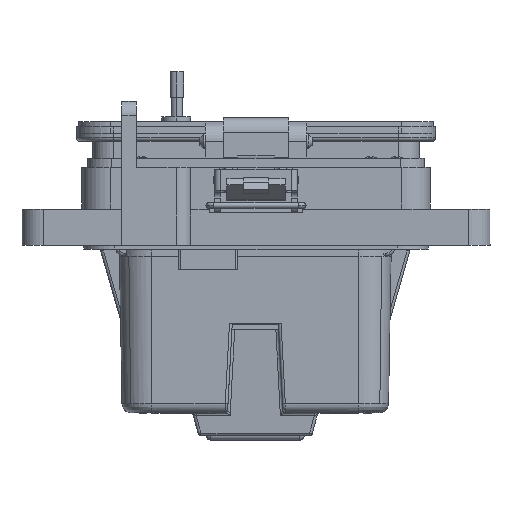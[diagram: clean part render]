
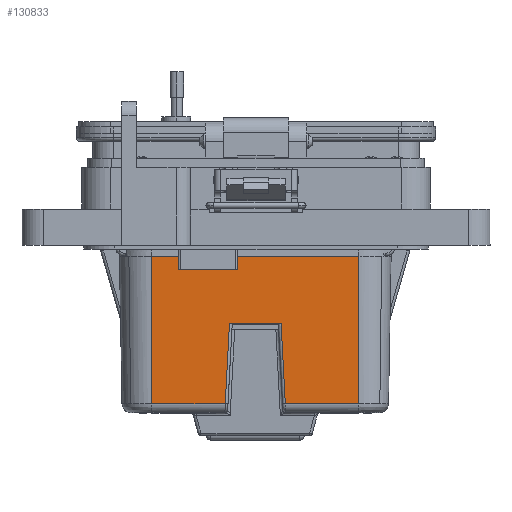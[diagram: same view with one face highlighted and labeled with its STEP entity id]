
A CAD part, front view. The second image highlights one B-rep face of the part: STEP entity #130833.
In plain terms, the highlighted face is planar.
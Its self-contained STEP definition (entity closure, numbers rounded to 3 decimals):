
#1130 = CARTESIAN_POINT ( 'NONE',  ( 23.981, -28.553, -2.54 ) ) ;
#1875 = VERTEX_POINT ( 'NONE', #8488 ) ;
#8488 = CARTESIAN_POINT ( 'NONE',  ( 23.981, 28.553, -2.54 ) ) ;
#10568 = FACE_OUTER_BOUND ( 'NONE', #209229, .T. ) ;
#12298 = ORIENTED_EDGE ( 'NONE', *, *, #55817, .T. ) ;
#13389 = EDGE_CURVE ( 'NONE', #121757, #165088, #190218, .T. ) ;
#15023 = AXIS2_PLACEMENT_3D ( 'NONE', #123160, #173039, #93376 ) ;
#21340 = CARTESIAN_POINT ( 'NONE',  ( 23.271, 28.553, -43.224 ) ) ;
#24304 = CARTESIAN_POINT ( 'NONE',  ( 23.981, 28.553, -2.54 ) ) ;
#27627 = CARTESIAN_POINT ( 'NONE',  ( 23.658, -7.112, -21.031 ) ) ;
#36652 = DIRECTION ( 'NONE',  ( 0.017, 0.052, 0.998 ) ) ;
#42821 = VECTOR ( 'NONE', #54266, 1000. ) ;
#43318 = ORIENTED_EDGE ( 'NONE', *, *, #203265, .T. ) ;
#47020 = ORIENTED_EDGE ( 'NONE', *, *, #13389, .T. ) ;
#53221 = LINE ( 'NONE', #200767, #95185 ) ;
#54266 = DIRECTION ( 'NONE',  ( 0., 1., 0. ) ) ;
#55817 = EDGE_CURVE ( 'NONE', #1875, #129597, #170810, .T. ) ;
#58100 = ORIENTED_EDGE ( 'NONE', *, *, #159344, .T. ) ;
#58249 = CARTESIAN_POINT ( 'NONE',  ( 23.981, 0., -2.54 ) ) ;
#66898 = ORIENTED_EDGE ( 'NONE', *, *, #209814, .T. ) ;
#71840 = VECTOR ( 'NONE', #36652, 1000. ) ;
#75089 = DIRECTION ( 'NONE',  ( 0., -1., 0. ) ) ;
#85500 = CARTESIAN_POINT ( 'NONE',  ( 23.659, -7.11, -20.991 ) ) ;
#87002 = LINE ( 'NONE', #24304, #111028 ) ;
#89030 = VECTOR ( 'NONE', #139963, 1000. ) ;
#93376 = DIRECTION ( 'NONE',  ( -0.017, 0., -1. ) ) ;
#95185 = VECTOR ( 'NONE', #120070, 1000. ) ;
#97089 = VERTEX_POINT ( 'NONE', #108886 ) ;
#99184 = VECTOR ( 'NONE', #144632, 1000. ) ;
#101019 = ORIENTED_EDGE ( 'NONE', *, *, #102437, .T. ) ;
#102437 = EDGE_CURVE ( 'NONE', #106219, #136063, #198671, .T. ) ;
#104253 = CARTESIAN_POINT ( 'NONE',  ( 23.271, -8.275, -43.224 ) ) ;
#106219 = VERTEX_POINT ( 'NONE', #121738 ) ;
#108273 = PLANE ( 'NONE',  #15023 ) ;
#108886 = CARTESIAN_POINT ( 'NONE',  ( 23.658, 7.112, -21.031 ) ) ;
#111028 = VECTOR ( 'NONE', #203725, 1000. ) ;
#115928 = EDGE_CURVE ( 'NONE', #97089, #165088, #203539, .T. ) ;
#120070 = DIRECTION ( 'NONE',  ( 0., 1., 0. ) ) ;
#121738 = CARTESIAN_POINT ( 'NONE',  ( 23.271, 8.275, -43.224 ) ) ;
#121757 = VERTEX_POINT ( 'NONE', #104253 ) ;
#123160 = CARTESIAN_POINT ( 'NONE',  ( 23.981, 0., -2.54 ) ) ;
#129597 = VERTEX_POINT ( 'NONE', #1130 ) ;
#129723 = LINE ( 'NONE', #161616, #99184 ) ;
#130833 = ADVANCED_FACE ( 'NONE', ( #10568 ), #108273, .T. ) ;
#136063 = VERTEX_POINT ( 'NONE', #195906 ) ;
#139912 = ORIENTED_EDGE ( 'NONE', *, *, #202488, .T. ) ;
#139963 = DIRECTION ( 'NONE',  ( 0., -1., 0. ) ) ;
#144632 = DIRECTION ( 'NONE',  ( -0.017, 0.052, -0.998 ) ) ;
#154732 = CARTESIAN_POINT ( 'NONE',  ( 23.658, 0., -21.031 ) ) ;
#159344 = EDGE_CURVE ( 'NONE', #205000, #121757, #53221, .T. ) ;
#161616 = CARTESIAN_POINT ( 'NONE',  ( 23.271, 8.273, -43.184 ) ) ;
#165088 = VERTEX_POINT ( 'NONE', #27627 ) ;
#167106 = VECTOR ( 'NONE', #203141, 1000. ) ;
#170810 = LINE ( 'NONE', #58249, #89030 ) ;
#173039 = DIRECTION ( 'NONE',  ( 1., 0., -0.017 ) ) ;
#184171 = CARTESIAN_POINT ( 'NONE',  ( 23.271, -28.553, -43.224 ) ) ;
#185122 = LINE ( 'NONE', #188223, #167106 ) ;
#188223 = CARTESIAN_POINT ( 'NONE',  ( 23.981, -28.553, -2.54 ) ) ;
#190218 = LINE ( 'NONE', #85500, #71840 ) ;
#191441 = VECTOR ( 'NONE', #75089, 1000. ) ;
#192423 = ORIENTED_EDGE ( 'NONE', *, *, #115928, .F. ) ;
#195906 = CARTESIAN_POINT ( 'NONE',  ( 23.271, 28.553, -43.224 ) ) ;
#198671 = LINE ( 'NONE', #21340, #42821 ) ;
#200767 = CARTESIAN_POINT ( 'NONE',  ( 23.271, -7.644, -43.224 ) ) ;
#202488 = EDGE_CURVE ( 'NONE', #97089, #106219, #129723, .T. ) ;
#203141 = DIRECTION ( 'NONE',  ( -0.017, 0., -1. ) ) ;
#203265 = EDGE_CURVE ( 'NONE', #129597, #205000, #185122, .T. ) ;
#203539 = LINE ( 'NONE', #154732, #191441 ) ;
#203725 = DIRECTION ( 'NONE',  ( 0.017, 0., 1. ) ) ;
#205000 = VERTEX_POINT ( 'NONE', #184171 ) ;
#209229 = EDGE_LOOP ( 'NONE', ( #58100, #47020, #192423, #139912, #101019, #66898, #12298, #43318 ) ) ;
#209814 = EDGE_CURVE ( 'NONE', #136063, #1875, #87002, .T. ) ;
